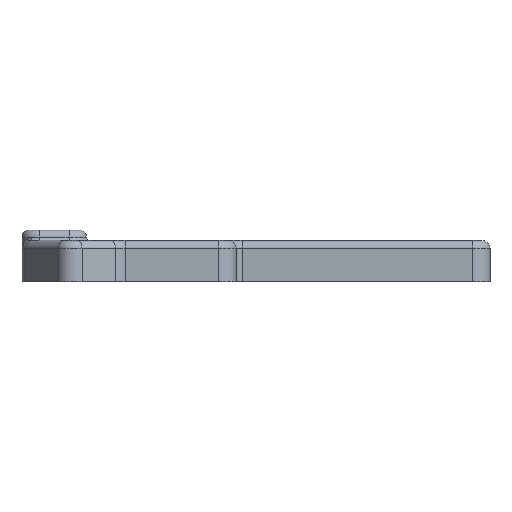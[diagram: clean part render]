
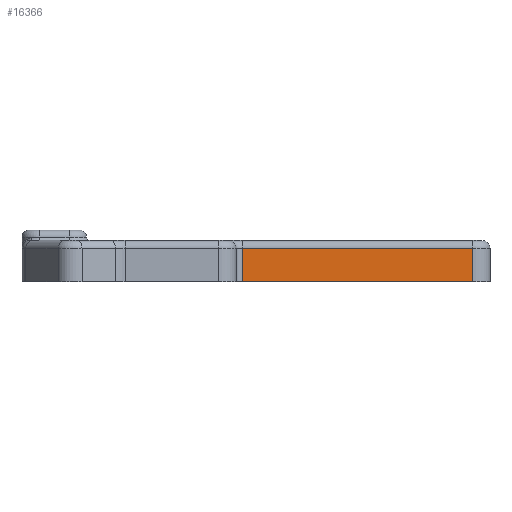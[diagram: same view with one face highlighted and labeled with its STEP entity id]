
A CAD part, front view. The second image highlights one B-rep face of the part: STEP entity #16366.
In plain terms, the highlighted planar face has unit normal (0, -1, 0).
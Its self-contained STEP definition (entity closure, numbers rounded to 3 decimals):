
#1886 = PLANE('',#1887);
#1887 = AXIS2_PLACEMENT_3D('',#1888,#1889,#1890);
#1888 = CARTESIAN_POINT('',(-51.341,24.335,-9.));
#1889 = DIRECTION('',(0.,0.,1.));
#1890 = DIRECTION('',(1.,0.,0.));
#2452 = CYLINDRICAL_SURFACE('',#2453,2.8);
#2453 = AXIS2_PLACEMENT_3D('',#2454,#2455,#2456);
#2454 = CARTESIAN_POINT('',(24.574,-8.55,2.2));
#2455 = DIRECTION('',(-1.,0.,0.));
#2456 = DIRECTION('',(0.,-1.,0.));
#7291 = VERTEX_POINT('',#7292);
#7292 = CARTESIAN_POINT('',(-53.206,-11.35,-9.));
#7307 = CYLINDRICAL_SURFACE('',#7308,2.1);
#7308 = AXIS2_PLACEMENT_3D('',#7309,#7310,#7311);
#7309 = CARTESIAN_POINT('',(-53.206,-13.45,-9.));
#7310 = DIRECTION('',(-0.,-0.,-1.));
#7311 = DIRECTION('',(1.,0.,0.));
#7319 = EDGE_CURVE('',#7320,#7291,#7322,.T.);
#7320 = VERTEX_POINT('',#7321);
#7321 = CARTESIAN_POINT('',(24.574,-11.35,-9.));
#7322 = SURFACE_CURVE('',#7323,(#7327,#7334),.PCURVE_S1.);
#7323 = LINE('',#7324,#7325);
#7324 = CARTESIAN_POINT('',(24.574,-11.35,-9.));
#7325 = VECTOR('',#7326,1.);
#7326 = DIRECTION('',(-1.,0.,0.));
#7327 = PCURVE('',#1886,#7328);
#7328 = DEFINITIONAL_REPRESENTATION('',(#7329),#7333);
#7329 = LINE('',#7330,#7331);
#7330 = CARTESIAN_POINT('',(75.916,-35.685));
#7331 = VECTOR('',#7332,1.);
#7332 = DIRECTION('',(-1.,0.));
#7333 = ( GEOMETRIC_REPRESENTATION_CONTEXT(2)
PARAMETRIC_REPRESENTATION_CONTEXT() REPRESENTATION_CONTEXT('2D SPACE',''
  ) );
#7334 = PCURVE('',#7335,#7340);
#7335 = PLANE('',#7336);
#7336 = AXIS2_PLACEMENT_3D('',#7337,#7338,#7339);
#7337 = CARTESIAN_POINT('',(24.574,-11.35,-9.));
#7338 = DIRECTION('',(0.,-1.,0.));
#7339 = DIRECTION('',(-1.,0.,0.));
#7340 = DEFINITIONAL_REPRESENTATION('',(#7341),#7345);
#7341 = LINE('',#7342,#7343);
#7342 = CARTESIAN_POINT('',(0.,-0.));
#7343 = VECTOR('',#7344,1.);
#7344 = DIRECTION('',(1.,0.));
#7345 = ( GEOMETRIC_REPRESENTATION_CONTEXT(2)
PARAMETRIC_REPRESENTATION_CONTEXT() REPRESENTATION_CONTEXT('2D SPACE',''
  ) );
#7364 = CYLINDRICAL_SURFACE('',#7365,5.9);
#7365 = AXIS2_PLACEMENT_3D('',#7366,#7367,#7368);
#7366 = CARTESIAN_POINT('',(24.574,-5.45,-9.));
#7367 = DIRECTION('',(-0.,-0.,-1.));
#7368 = DIRECTION('',(1.,0.,0.));
#8265 = VERTEX_POINT('',#8266);
#8266 = CARTESIAN_POINT('',(24.574,-11.35,2.2));
#8367 = VERTEX_POINT('',#8368);
#8368 = CARTESIAN_POINT('',(-53.206,-11.35,2.2));
#8390 = EDGE_CURVE('',#8265,#8367,#8391,.T.);
#8391 = SURFACE_CURVE('',#8392,(#8396,#8403),.PCURVE_S1.);
#8392 = LINE('',#8393,#8394);
#8393 = CARTESIAN_POINT('',(24.574,-11.35,2.2));
#8394 = VECTOR('',#8395,1.);
#8395 = DIRECTION('',(-1.,0.,0.));
#8396 = PCURVE('',#2452,#8397);
#8397 = DEFINITIONAL_REPRESENTATION('',(#8398),#8402);
#8398 = LINE('',#8399,#8400);
#8399 = CARTESIAN_POINT('',(0.,0.));
#8400 = VECTOR('',#8401,1.);
#8401 = DIRECTION('',(0.,1.));
#8402 = ( GEOMETRIC_REPRESENTATION_CONTEXT(2)
PARAMETRIC_REPRESENTATION_CONTEXT() REPRESENTATION_CONTEXT('2D SPACE',''
  ) );
#8403 = PCURVE('',#7335,#8404);
#8404 = DEFINITIONAL_REPRESENTATION('',(#8405),#8409);
#8405 = LINE('',#8406,#8407);
#8406 = CARTESIAN_POINT('',(0.,-11.2));
#8407 = VECTOR('',#8408,1.);
#8408 = DIRECTION('',(1.,0.));
#8409 = ( GEOMETRIC_REPRESENTATION_CONTEXT(2)
PARAMETRIC_REPRESENTATION_CONTEXT() REPRESENTATION_CONTEXT('2D SPACE',''
  ) );
#16346 = EDGE_CURVE('',#7291,#8367,#16347,.T.);
#16347 = SURFACE_CURVE('',#16348,(#16352,#16359),.PCURVE_S1.);
#16348 = LINE('',#16349,#16350);
#16349 = CARTESIAN_POINT('',(-53.206,-11.35,-9.));
#16350 = VECTOR('',#16351,1.);
#16351 = DIRECTION('',(0.,0.,1.));
#16352 = PCURVE('',#7307,#16353);
#16353 = DEFINITIONAL_REPRESENTATION('',(#16354),#16358);
#16354 = LINE('',#16355,#16356);
#16355 = CARTESIAN_POINT('',(-1.571,0.));
#16356 = VECTOR('',#16357,1.);
#16357 = DIRECTION('',(-0.,-1.));
#16358 = ( GEOMETRIC_REPRESENTATION_CONTEXT(2)
PARAMETRIC_REPRESENTATION_CONTEXT() REPRESENTATION_CONTEXT('2D SPACE',''
  ) );
#16359 = PCURVE('',#7335,#16360);
#16360 = DEFINITIONAL_REPRESENTATION('',(#16361),#16365);
#16361 = LINE('',#16362,#16363);
#16362 = CARTESIAN_POINT('',(77.78,0.));
#16363 = VECTOR('',#16364,1.);
#16364 = DIRECTION('',(0.,-1.));
#16365 = ( GEOMETRIC_REPRESENTATION_CONTEXT(2)
PARAMETRIC_REPRESENTATION_CONTEXT() REPRESENTATION_CONTEXT('2D SPACE',''
  ) );
#16366 = ADVANCED_FACE('',(#16367),#7335,.T.);
#16367 = FACE_BOUND('',#16368,.T.);
#16368 = EDGE_LOOP('',(#16369,#16370,#16371,#16372));
#16369 = ORIENTED_EDGE('',*,*,#8390,.T.);
#16370 = ORIENTED_EDGE('',*,*,#16346,.F.);
#16371 = ORIENTED_EDGE('',*,*,#7319,.F.);
#16372 = ORIENTED_EDGE('',*,*,#16373,.T.);
#16373 = EDGE_CURVE('',#7320,#8265,#16374,.T.);
#16374 = SURFACE_CURVE('',#16375,(#16379,#16386),.PCURVE_S1.);
#16375 = LINE('',#16376,#16377);
#16376 = CARTESIAN_POINT('',(24.574,-11.35,-9.));
#16377 = VECTOR('',#16378,1.);
#16378 = DIRECTION('',(0.,0.,1.));
#16379 = PCURVE('',#7335,#16380);
#16380 = DEFINITIONAL_REPRESENTATION('',(#16381),#16385);
#16381 = LINE('',#16382,#16383);
#16382 = CARTESIAN_POINT('',(0.,-0.));
#16383 = VECTOR('',#16384,1.);
#16384 = DIRECTION('',(0.,-1.));
#16385 = ( GEOMETRIC_REPRESENTATION_CONTEXT(2)
PARAMETRIC_REPRESENTATION_CONTEXT() REPRESENTATION_CONTEXT('2D SPACE',''
  ) );
#16386 = PCURVE('',#7364,#16387);
#16387 = DEFINITIONAL_REPRESENTATION('',(#16388),#16392);
#16388 = LINE('',#16389,#16390);
#16389 = CARTESIAN_POINT('',(-4.712,0.));
#16390 = VECTOR('',#16391,1.);
#16391 = DIRECTION('',(-0.,-1.));
#16392 = ( GEOMETRIC_REPRESENTATION_CONTEXT(2)
PARAMETRIC_REPRESENTATION_CONTEXT() REPRESENTATION_CONTEXT('2D SPACE',''
  ) );
